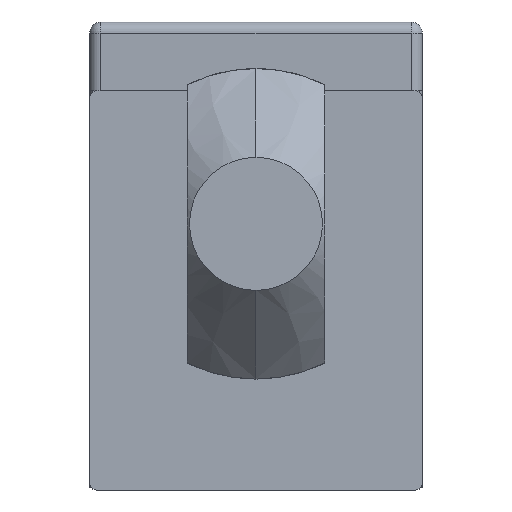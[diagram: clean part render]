
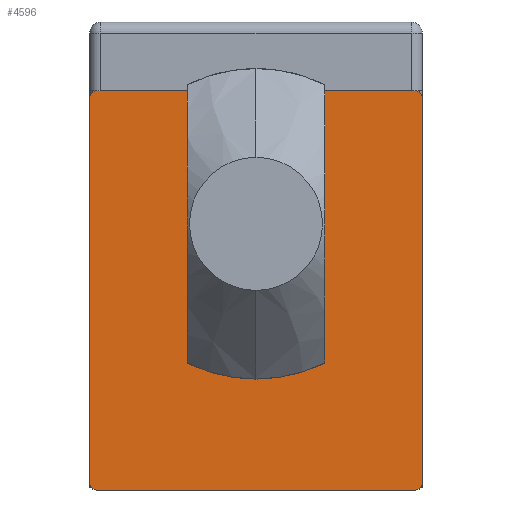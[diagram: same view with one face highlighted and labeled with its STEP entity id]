
A CAD part, front view. The second image highlights one B-rep face of the part: STEP entity #4596.
In plain terms, the highlighted planar face has unit normal (0, -1, 0).
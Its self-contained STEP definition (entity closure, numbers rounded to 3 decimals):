
#102 = DIRECTION ( 'NONE',  ( 0., 0., 1. ) ) ;
#198 = LINE ( 'NONE', #7829, #5269 ) ;
#333 = FACE_OUTER_BOUND ( 'NONE', #6589, .T. ) ;
#496 = VECTOR ( 'NONE', #5313, 1000. ) ;
#518 = DIRECTION ( 'NONE',  ( -1., 0., 0. ) ) ;
#573 = PLANE ( 'NONE',  #5703 ) ;
#653 = CIRCLE ( 'NONE', #5329, 3.1 ) ;
#695 = CIRCLE ( 'NONE', #5804, 0.3 ) ;
#720 = CARTESIAN_POINT ( 'NONE',  ( 7.2, 0., 8.7 ) ) ;
#738 = EDGE_CURVE ( 'NONE', #1549, #1004, #198, .T. ) ;
#745 = VERTEX_POINT ( 'NONE', #1505 ) ;
#864 = VECTOR ( 'NONE', #518, 1000. ) ;
#883 = CARTESIAN_POINT ( 'NONE',  ( -3.1, 0., -0.1 ) ) ;
#921 = EDGE_CURVE ( 'NONE', #5126, #6866, #1978, .T. ) ;
#1004 = VERTEX_POINT ( 'NONE', #2802 ) ;
#1022 = CIRCLE ( 'NONE', #4373, 0.3 ) ;
#1032 = ORIENTED_EDGE ( 'NONE', *, *, #2178, .T. ) ;
#1170 = CARTESIAN_POINT ( 'NONE',  ( 0., 0., 6.1 ) ) ;
#1173 = ORIENTED_EDGE ( 'NONE', *, *, #5716, .F. ) ;
#1369 = DIRECTION ( 'NONE',  ( 0., 0., 1. ) ) ;
#1417 = CARTESIAN_POINT ( 'NONE',  ( 7.2, 0., -8.7 ) ) ;
#1428 = AXIS2_PLACEMENT_3D ( 'NONE', #1417, #5842, #2041 ) ;
#1505 = CARTESIAN_POINT ( 'NONE',  ( 7.2, 0., 9. ) ) ;
#1530 = DIRECTION ( 'NONE',  ( 1., 0., 0. ) ) ;
#1549 = VERTEX_POINT ( 'NONE', #5120 ) ;
#1597 = CARTESIAN_POINT ( 'NONE',  ( 7.5, 0., -8.7 ) ) ;
#1635 = CARTESIAN_POINT ( 'NONE',  ( 3.1, 0., 3. ) ) ;
#1668 = CARTESIAN_POINT ( 'NONE',  ( 0., 0., 6.1 ) ) ;
#1703 = VECTOR ( 'NONE', #7456, 1000. ) ;
#1705 = CARTESIAN_POINT ( 'NONE',  ( 7.5, 0., 8.7 ) ) ;
#1789 = VECTOR ( 'NONE', #4659, 1000. ) ;
#1812 = FACE_BOUND ( 'NONE', #2235, .T. ) ;
#1901 = EDGE_CURVE ( 'NONE', #6866, #2023, #5724, .T. ) ;
#1978 = LINE ( 'NONE', #883, #1789 ) ;
#2023 = VERTEX_POINT ( 'NONE', #4158 ) ;
#2029 = LINE ( 'NONE', #2662, #4992 ) ;
#2041 = DIRECTION ( 'NONE',  ( 0., 0., 1. ) ) ;
#2151 = CARTESIAN_POINT ( 'NONE',  ( -7.5, 0., -9. ) ) ;
#2178 = EDGE_CURVE ( 'NONE', #3241, #745, #695, .T. ) ;
#2185 = LINE ( 'NONE', #2151, #496 ) ;
#2235 = EDGE_LOOP ( 'NONE', ( #2707, #5027, #1173, #2755, #4867, #3219 ) ) ;
#2369 = VECTOR ( 'NONE', #1530, 1000. ) ;
#2439 = EDGE_CURVE ( 'NONE', #5262, #1549, #1022, .T. ) ;
#2445 = ORIENTED_EDGE ( 'NONE', *, *, #5130, .T. ) ;
#2662 = CARTESIAN_POINT ( 'NONE',  ( 7.5, 0., 9. ) ) ;
#2707 = ORIENTED_EDGE ( 'NONE', *, *, #921, .F. ) ;
#2755 = ORIENTED_EDGE ( 'NONE', *, *, #4455, .F. ) ;
#2768 = EDGE_CURVE ( 'NONE', #2023, #4073, #3776, .T. ) ;
#2802 = CARTESIAN_POINT ( 'NONE',  ( -7.5, 0., -8.7 ) ) ;
#2836 = DIRECTION ( 'NONE',  ( 0., -1., 0. ) ) ;
#2879 = CARTESIAN_POINT ( 'NONE',  ( 7.2, 0., -9. ) ) ;
#2999 = LINE ( 'NONE', #1635, #8083 ) ;
#3141 = VERTEX_POINT ( 'NONE', #1597 ) ;
#3219 = ORIENTED_EDGE ( 'NONE', *, *, #1901, .F. ) ;
#3241 = VERTEX_POINT ( 'NONE', #1705 ) ;
#3268 = EDGE_CURVE ( 'NONE', #5262, #745, #3585, .T. ) ;
#3374 = DIRECTION ( 'NONE',  ( 0., 0., -1. ) ) ;
#3407 = DIRECTION ( 'NONE',  ( 0., -1., 0. ) ) ;
#3572 = ORIENTED_EDGE ( 'NONE', *, *, #738, .T. ) ;
#3585 = LINE ( 'NONE', #6782, #1703 ) ;
#3614 = CARTESIAN_POINT ( 'NONE',  ( -7.2, 0., -8.7 ) ) ;
#3733 = CARTESIAN_POINT ( 'NONE',  ( -7.5, 0., 9. ) ) ;
#3776 = CIRCLE ( 'NONE', #7624, 3.1 ) ;
#3850 = EDGE_CURVE ( 'NONE', #3241, #3141, #2029, .T. ) ;
#3912 = DIRECTION ( 'NONE',  ( 0., -1., 0. ) ) ;
#3914 = CARTESIAN_POINT ( 'NONE',  ( -3.1, 0., 3. ) ) ;
#4073 = VERTEX_POINT ( 'NONE', #6077 ) ;
#4158 = CARTESIAN_POINT ( 'NONE',  ( 0., 0., -0.1 ) ) ;
#4165 = DIRECTION ( 'NONE',  ( 0., 0., 1. ) ) ;
#4178 = VERTEX_POINT ( 'NONE', #6808 ) ;
#4227 = VERTEX_POINT ( 'NONE', #5571 ) ;
#4256 = DIRECTION ( 'NONE',  ( 0., 0., 1. ) ) ;
#4372 = CARTESIAN_POINT ( 'NONE',  ( -3.1, 0., -0.1 ) ) ;
#4373 = AXIS2_PLACEMENT_3D ( 'NONE', #7726, #3912, #102 ) ;
#4455 = EDGE_CURVE ( 'NONE', #4073, #4178, #2999, .T. ) ;
#4535 = CIRCLE ( 'NONE', #4934, 0.3 ) ;
#4596 = ADVANCED_FACE ( 'NONE', ( #333, #1812 ), #573, .F. ) ;
#4659 = DIRECTION ( 'NONE',  ( 0., 0., -1. ) ) ;
#4738 = ORIENTED_EDGE ( 'NONE', *, *, #6392, .T. ) ;
#4816 = CIRCLE ( 'NONE', #1428, 0.3 ) ;
#4867 = ORIENTED_EDGE ( 'NONE', *, *, #2768, .F. ) ;
#4934 = AXIS2_PLACEMENT_3D ( 'NONE', #3614, #8058, #4256 ) ;
#4975 = ORIENTED_EDGE ( 'NONE', *, *, #7294, .T. ) ;
#4992 = VECTOR ( 'NONE', #6438, 1000. ) ;
#4996 = DIRECTION ( 'NONE',  ( 0., 0., 1. ) ) ;
#5027 = ORIENTED_EDGE ( 'NONE', *, *, #7880, .F. ) ;
#5077 = ORIENTED_EDGE ( 'NONE', *, *, #3850, .F. ) ;
#5120 = CARTESIAN_POINT ( 'NONE',  ( -7.5, 0., 8.7 ) ) ;
#5126 = VERTEX_POINT ( 'NONE', #3914 ) ;
#5130 = EDGE_CURVE ( 'NONE', #5546, #3141, #4816, .T. ) ;
#5150 = DIRECTION ( 'NONE',  ( 0., -1., 0. ) ) ;
#5262 = VERTEX_POINT ( 'NONE', #7298 ) ;
#5269 = VECTOR ( 'NONE', #3374, 1000. ) ;
#5313 = DIRECTION ( 'NONE',  ( 1., 0., 0. ) ) ;
#5329 = AXIS2_PLACEMENT_3D ( 'NONE', #6611, #2836, #7277 ) ;
#5339 = ORIENTED_EDGE ( 'NONE', *, *, #3268, .F. ) ;
#5546 = VERTEX_POINT ( 'NONE', #2879 ) ;
#5571 = CARTESIAN_POINT ( 'NONE',  ( -7.2, 0., -9. ) ) ;
#5617 = DIRECTION ( 'NONE',  ( 0., 1., 0. ) ) ;
#5703 = AXIS2_PLACEMENT_3D ( 'NONE', #3733, #5617, #4996 ) ;
#5716 = EDGE_CURVE ( 'NONE', #4178, #6754, #7601, .T. ) ;
#5724 = LINE ( 'NONE', #7857, #2369 ) ;
#5804 = AXIS2_PLACEMENT_3D ( 'NONE', #720, #5150, #1369 ) ;
#5842 = DIRECTION ( 'NONE',  ( 0., -1., 0. ) ) ;
#6077 = CARTESIAN_POINT ( 'NONE',  ( 3.1, 0., 3. ) ) ;
#6392 = EDGE_CURVE ( 'NONE', #4227, #5546, #2185, .T. ) ;
#6438 = DIRECTION ( 'NONE',  ( 0., 0., -1. ) ) ;
#6519 = ORIENTED_EDGE ( 'NONE', *, *, #2439, .T. ) ;
#6589 = EDGE_LOOP ( 'NONE', ( #5339, #6519, #3572, #4975, #4738, #2445, #5077, #1032 ) ) ;
#6611 = CARTESIAN_POINT ( 'NONE',  ( 0., 0., 3. ) ) ;
#6754 = VERTEX_POINT ( 'NONE', #1668 ) ;
#6782 = CARTESIAN_POINT ( 'NONE',  ( -7.5, 0., 9. ) ) ;
#6808 = CARTESIAN_POINT ( 'NONE',  ( 3.1, 0., 6.1 ) ) ;
#6866 = VERTEX_POINT ( 'NONE', #4372 ) ;
#7224 = CARTESIAN_POINT ( 'NONE',  ( 0., 0., 3. ) ) ;
#7277 = DIRECTION ( 'NONE',  ( 0., 0., 1. ) ) ;
#7294 = EDGE_CURVE ( 'NONE', #1004, #4227, #4535, .T. ) ;
#7298 = CARTESIAN_POINT ( 'NONE',  ( -7.2, 0., 9. ) ) ;
#7456 = DIRECTION ( 'NONE',  ( 1., 0., 0. ) ) ;
#7601 = LINE ( 'NONE', #1170, #864 ) ;
#7624 = AXIS2_PLACEMENT_3D ( 'NONE', #7224, #3407, #7869 ) ;
#7726 = CARTESIAN_POINT ( 'NONE',  ( -7.2, 0., 8.7 ) ) ;
#7829 = CARTESIAN_POINT ( 'NONE',  ( -7.5, 0., 9. ) ) ;
#7857 = CARTESIAN_POINT ( 'NONE',  ( -3.1, 0., -0.1 ) ) ;
#7869 = DIRECTION ( 'NONE',  ( 0., 0., 1. ) ) ;
#7880 = EDGE_CURVE ( 'NONE', #6754, #5126, #653, .T. ) ;
#8058 = DIRECTION ( 'NONE',  ( 0., -1., 0. ) ) ;
#8083 = VECTOR ( 'NONE', #4165, 1000. ) ;
